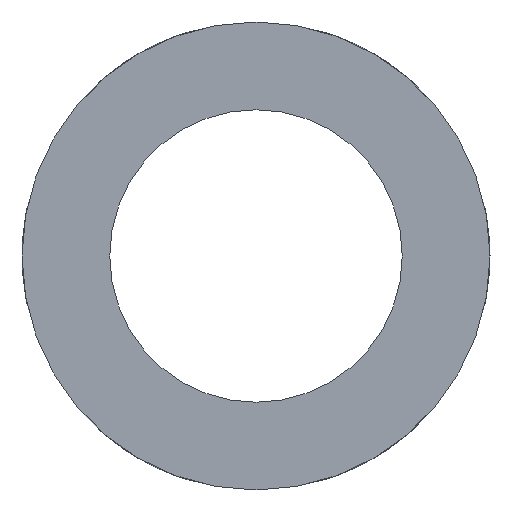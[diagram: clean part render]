
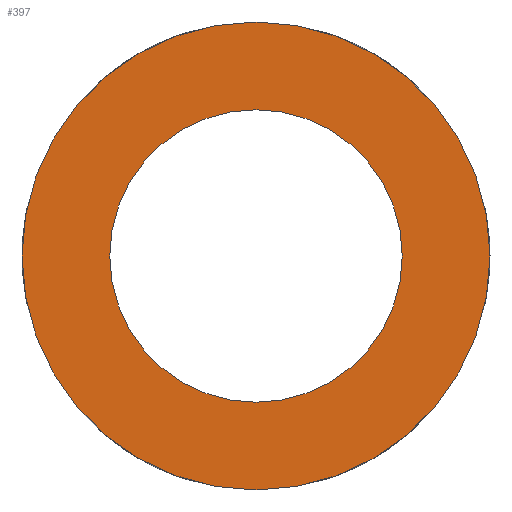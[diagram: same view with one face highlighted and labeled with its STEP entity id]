
A CAD part, left-side view. The second image highlights one B-rep face of the part: STEP entity #397.
In plain terms, the highlighted planar face has unit normal (-1, 0, 0).
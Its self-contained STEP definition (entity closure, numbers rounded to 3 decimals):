
#397 = ADVANCED_FACE( '', ( #832, #833 ), #834, .T. );
#832 = FACE_BOUND( '', #1278, .T. );
#833 = FACE_OUTER_BOUND( '', #1279, .T. );
#834 = PLANE( '', #1280 );
#1278 = EDGE_LOOP( '', ( #2296 ) );
#1279 = EDGE_LOOP( '', ( #2297 ) );
#1280 = AXIS2_PLACEMENT_3D( '', #2298, #2299, #2300 );
#2296 = ORIENTED_EDGE( '', *, *, #2622, .T. );
#2297 = ORIENTED_EDGE( '', *, *, #2596, .F. );
#2298 = CARTESIAN_POINT( '', ( 0., 20., 0. ) );
#2299 = DIRECTION( '', ( -1., 0., 0. ) );
#2300 = DIRECTION( '', ( 0., 0., 1. ) );
#2596 = EDGE_CURVE( '', #3110, #3110, #3111, .T. );
#2622 = EDGE_CURVE( '', #3159, #3159, #3160, .T. );
#3110 = VERTEX_POINT( '', #3797 );
#3111 = CIRCLE( '', #3798, 20. );
#3159 = VERTEX_POINT( '', #3858 );
#3160 = CIRCLE( '', #3859, 12.5 );
#3797 = CARTESIAN_POINT( '', ( 0., 0., -20. ) );
#3798 = AXIS2_PLACEMENT_3D( '', #4540, #4541, #4542 );
#3858 = CARTESIAN_POINT( '', ( 0., 0., -12.5 ) );
#3859 = AXIS2_PLACEMENT_3D( '', #4591, #4592, #4593 );
#4540 = CARTESIAN_POINT( '', ( 0., 0., 0. ) );
#4541 = DIRECTION( '', ( 1., 0., 0. ) );
#4542 = DIRECTION( '', ( 0., 0., -1. ) );
#4591 = CARTESIAN_POINT( '', ( 0., 0., 0. ) );
#4592 = DIRECTION( '', ( 1., 0., 0. ) );
#4593 = DIRECTION( '', ( 0., 0., -1. ) );
